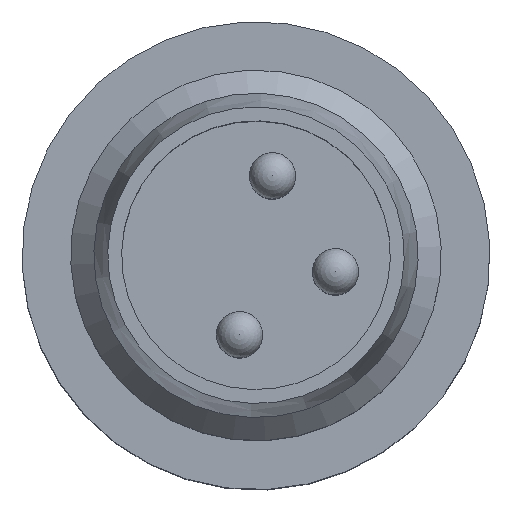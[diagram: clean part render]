
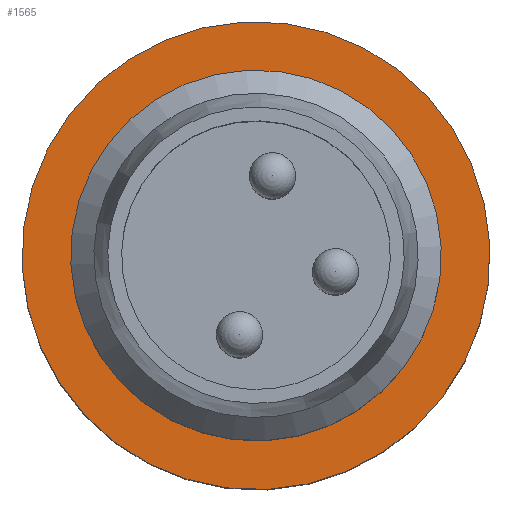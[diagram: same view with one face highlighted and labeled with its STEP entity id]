
A CAD part, top view. The second image highlights one B-rep face of the part: STEP entity #1565.
In plain terms, the highlighted planar face has unit normal (0, 0, 1).
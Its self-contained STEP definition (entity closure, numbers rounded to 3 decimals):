
#1491=CARTESIAN_POINT('',(-0.895,2.401,105.554));
#1492=VERTEX_POINT('',#1491);
#1493=CARTESIAN_POINT('',(3.1,2.6,105.554));
#1494=DIRECTION('',(0.,0.,-1.));
#1495=DIRECTION('',(0.999,0.05,0.));
#1496=AXIS2_PLACEMENT_3D('',#1493,#1494,#1495);
#1497=CIRCLE('',#1496,4.);
#1498=EDGE_CURVE('',#1492,#1492,#1497,.T.);
#1531=CARTESIAN_POINT('',(-1.944,2.349,105.554));
#1532=VERTEX_POINT('',#1531);
#1533=CARTESIAN_POINT('',(3.1,2.6,105.554));
#1534=DIRECTION('',(0.,0.,-1.0));
#1535=DIRECTION('',(0.999,0.05,0.));
#1536=AXIS2_PLACEMENT_3D('',#1533,#1534,#1535);
#1537=CIRCLE('',#1536,5.05);
#1538=EDGE_CURVE('',#1532,#1532,#1537,.T.);
#1554=CARTESIAN_POINT('',(3.1,2.6,105.554));
#1555=DIRECTION('',(0.0,0.0,-1.0));
#1556=DIRECTION('',(0.999,0.05,0.0));
#1557=AXIS2_PLACEMENT_3D('',#1554,#1555,#1556);
#1558=PLANE('',#1557);
#1559=ORIENTED_EDGE('',*,*,#1538,.F.);
#1560=EDGE_LOOP('',(#1559));
#1561=FACE_OUTER_BOUND('',#1560,.T.);
#1562=ORIENTED_EDGE('',*,*,#1498,.T.);
#1563=EDGE_LOOP('',(#1562));
#1564=FACE_BOUND('',#1563,.T.);
#1565=ADVANCED_FACE('',(#1561,#1564),#1558,.F.);
